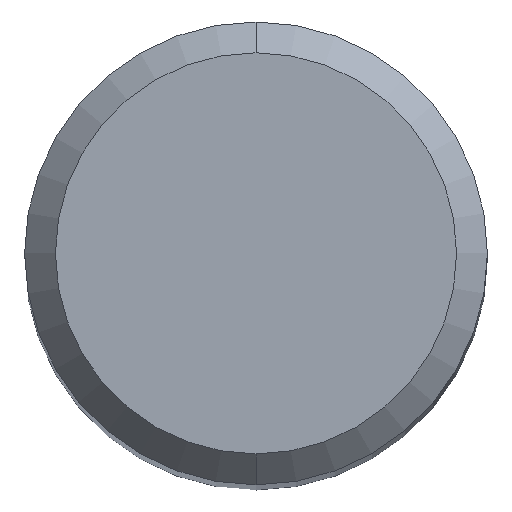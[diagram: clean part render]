
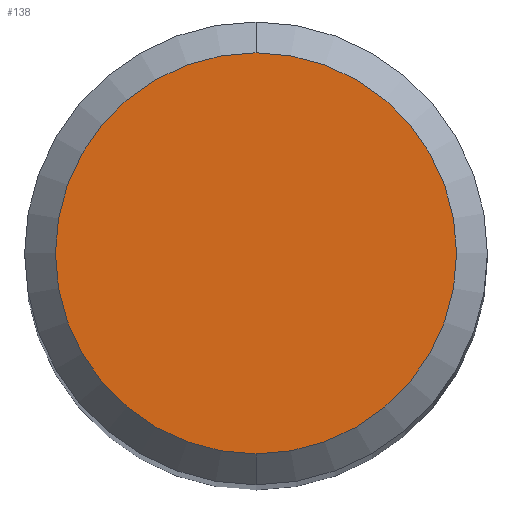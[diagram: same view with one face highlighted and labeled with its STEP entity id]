
A CAD part, top view. The second image highlights one B-rep face of the part: STEP entity #138.
In plain terms, the highlighted planar face has unit normal (0, 0, 1).
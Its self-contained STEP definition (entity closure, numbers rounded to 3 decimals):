
#134=VERTEX_POINT('',#305);
#138=ADVANCED_FACE('',(#309),#310,.T.);
#184=EDGE_CURVE('',#134,#192,#362,.T.);
#192=VERTEX_POINT('',#372);
#240=EDGE_CURVE('',#192,#134,#427,.T.);
#305=CARTESIAN_POINT('',(0.,-2.6,0.0));
#309=FACE_OUTER_BOUND('',#501,.T.);
#310=PLANE('',#502);
#362=CIRCLE('',#563,2.6);
#372=CARTESIAN_POINT('',(0.0,2.6,0.0));
#427=CIRCLE('',#642,2.6);
#501=EDGE_LOOP('',(#703,#704));
#502=AXIS2_PLACEMENT_3D('',#705,#706,#707);
#563=AXIS2_PLACEMENT_3D('',#778,#779,#780);
#642=AXIS2_PLACEMENT_3D('',#867,#868,#869);
#703=ORIENTED_EDGE('',*,*,#240,.F.);
#704=ORIENTED_EDGE('',*,*,#184,.F.);
#705=CARTESIAN_POINT('',(0.0,1.3,0.0));
#706=DIRECTION('',(-0.0,0.0,1.0));
#707=DIRECTION('',(0.0,-1.0,0.0));
#778=CARTESIAN_POINT('',(0.0,0.0,0.0));
#779=DIRECTION('',(0.0,0.0,-1.0));
#780=DIRECTION('',(0.0,1.0,0.0));
#867=CARTESIAN_POINT('',(0.0,0.0,0.0));
#868=DIRECTION('',(0.0,0.0,-1.0));
#869=DIRECTION('',(0.0,1.0,0.0));
